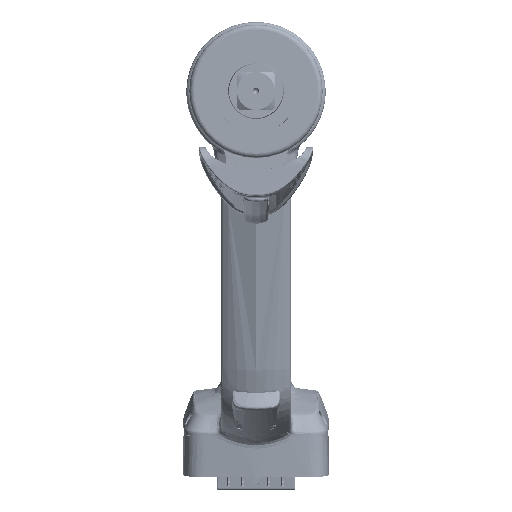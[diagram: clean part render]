
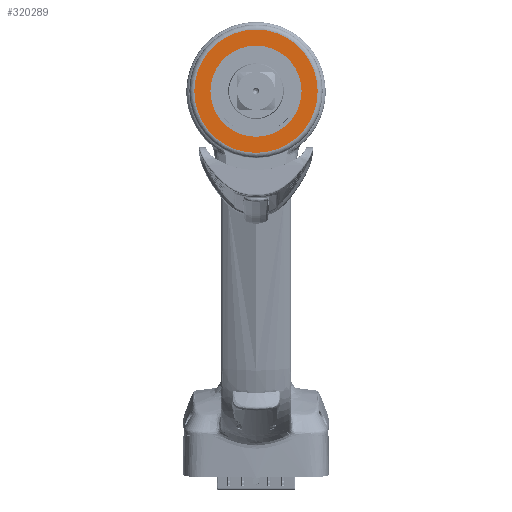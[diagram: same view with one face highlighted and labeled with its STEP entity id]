
A CAD part, top view. The second image highlights one B-rep face of the part: STEP entity #320289.
In plain terms, the highlighted planar face has unit normal (0, 0, 1).
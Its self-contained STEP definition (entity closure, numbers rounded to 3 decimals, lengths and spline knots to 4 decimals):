
#317340=CARTESIAN_POINT('',(0.,0.1181,6.2992));
#317341=DIRECTION('',(0.,0.,-1.));
#317342=DIRECTION('',(1.,0.,0.));
#317343=AXIS2_PLACEMENT_3D('',#317340,#317341,#317342);
#317345=CARTESIAN_POINT('',(0.,0.1181,6.2992));
#317346=DIRECTION('',(0.,0.,-1.));
#317347=DIRECTION('',(-1.,0.,0.));
#317348=AXIS2_PLACEMENT_3D('',#317345,#317346,#317347);
#317350=CARTESIAN_POINT('',(0.,0.1181,6.2992));
#317351=DIRECTION('',(0.,0.,1.));
#317352=DIRECTION('',(0.,-1.,0.));
#317353=AXIS2_PLACEMENT_3D('',#317350,#317351,#317352);
#317355=CARTESIAN_POINT('',(0.,0.1181,6.2992));
#317356=DIRECTION('',(0.,0.,1.));
#317357=DIRECTION('',(0.,1.,0.));
#317358=AXIS2_PLACEMENT_3D('',#317355,#317356,#317357);
#318927=CARTESIAN_POINT('',(1.2205,0.1181,
6.2992));
#318928=CARTESIAN_POINT('',(-1.2205,0.1181,
6.2992));
#318929=VERTEX_POINT('',#318927);
#318930=VERTEX_POINT('',#318928);
#318931=CARTESIAN_POINT('',(0.,-0.7343,6.2992));
#318932=CARTESIAN_POINT('',(0.,0.9705,6.2992));
#318933=VERTEX_POINT('',#318931);
#318934=VERTEX_POINT('',#318932);
#320274=CARTESIAN_POINT('',(0.,0.1181,6.2992));
#320275=DIRECTION('',(0.,0.,1.));
#320276=DIRECTION('',(0.,1.,0.));
#320277=AXIS2_PLACEMENT_3D('',#320274,#320275,#320276);
#320278=PLANE('',#320277);
#320279=ORIENTED_EDGE('',*,*,#320254,.T.);
#320280=ORIENTED_EDGE('',*,*,#320268,.T.);
#320281=EDGE_LOOP('',(#320279,#320280));
#320282=FACE_OUTER_BOUND('',#320281,.F.);
#320284=ORIENTED_EDGE('',*,*,#320283,.T.);
#320286=ORIENTED_EDGE('',*,*,#320285,.T.);
#320287=EDGE_LOOP('',(#320284,#320286));
#320288=FACE_BOUND('',#320287,.F.);
#320289=ADVANCED_FACE('',(#320282,#320288),#320278,.T.);
#317344=CIRCLE('',#317343,1.2205);
#317349=CIRCLE('',#317348,1.2205);
#317354=CIRCLE('',#317353,0.8524);
#317359=CIRCLE('',#317358,0.8524);
#320254=EDGE_CURVE('',#318929,#318930,#317344,.T.);
#320268=EDGE_CURVE('',#318930,#318929,#317349,.T.);
#320283=EDGE_CURVE('',#318933,#318934,#317354,.T.);
#320285=EDGE_CURVE('',#318934,#318933,#317359,.T.);
